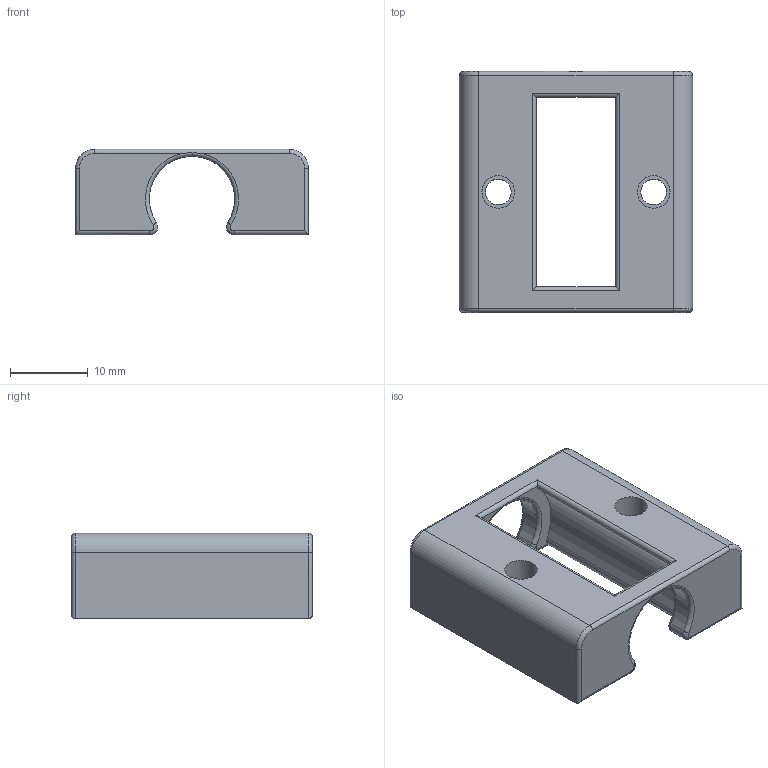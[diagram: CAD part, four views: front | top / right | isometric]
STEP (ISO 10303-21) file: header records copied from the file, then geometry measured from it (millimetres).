
FILE_DESCRIPTION (( 'STEP AP214' ), '1' );
FILE_NAME ('Y_Bearing.STEP', '2024-10-12T21:49:52', ( '' ), ( '' ), 'SwSTEP 2.0', 'SolidWorks 2024', '' );
FILE_SCHEMA (( 'AUTOMOTIVE_DESIGN' ));
Length unit declared in the file: millimetre
Products named in the file (1): Y_Bearing
Bounding box: 30 x 31 x 11 mm (x, y, z)
Volume: 5554 mm3; surface area: 3295.2 mm2
Topology: 1 solids, 1 shells, 72 faces, 178 edges, 109 vertices
Faces by surface type: cylinder 39, torus 18, plane 15
Entity records: 2212 total; most frequent: CARTESIAN_POINT 438, DIRECTION 399, ORIENTED_EDGE 356, EDGE_CURVE 178, AXIS2_PLACEMENT_3D 166, VERTEX_POINT 109, CIRCLE 93, EDGE_LOOP 79
